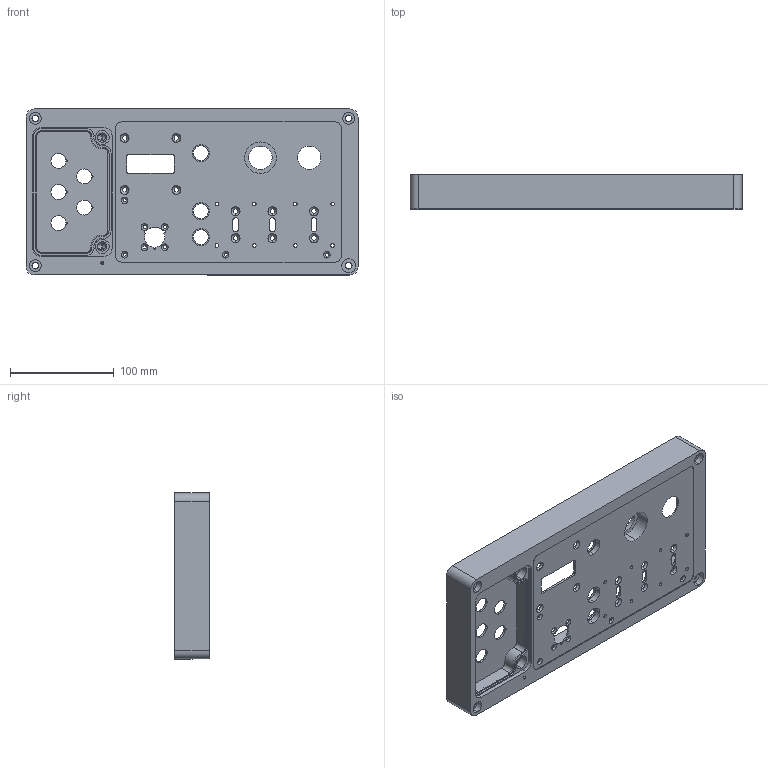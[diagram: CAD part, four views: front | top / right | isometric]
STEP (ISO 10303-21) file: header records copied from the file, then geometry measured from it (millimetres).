
FILE_DESCRIPTION (( 'STEP AP203' ), '1' );
FILE_NAME ('彝下.735214.006 署赅.STEP', '2018-09-19T13:53:35', ( '' ), ( '' ), 'SwSTEP 2.0', 'SolidWorks 2017', '' );
FILE_SCHEMA (( 'CONFIG_CONTROL_DESIGN' ));
Length unit declared in the file: millimetre
Products named in the file (1): 彝下.735214.006 署赅
Bounding box: 320 x 33 x 160 mm (x, y, z)
Volume: 332564.3 mm3; surface area: 179478.7 mm2
Topology: 1 solids, 1 shells, 422 faces, 1125 edges, 729 vertices
Faces by surface type: cylinder 231, plane 113, cone 54, torus 24
Entity records: 13579 total; most frequent: DIRECTION 2540, CARTESIAN_POINT 2289, ORIENTED_EDGE 2238, EDGE_CURVE 1119, AXIS2_PLACEMENT_3D 1004, VERTEX_POINT 729, CIRCLE 581, EDGE_LOOP 542
